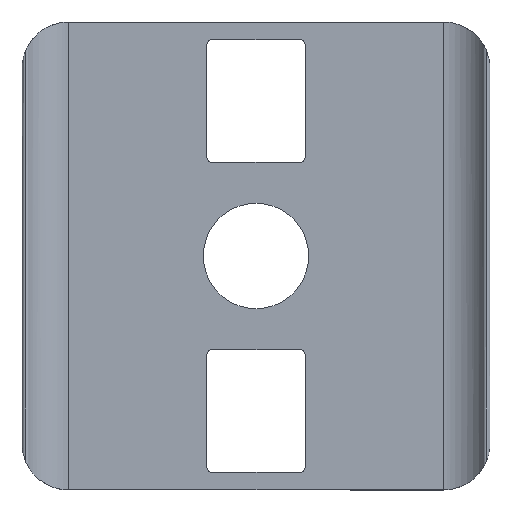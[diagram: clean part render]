
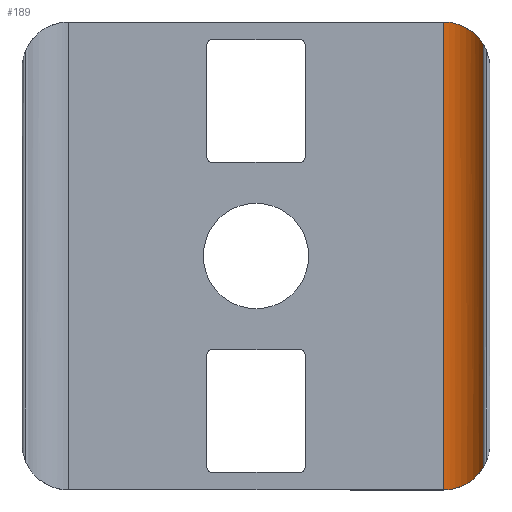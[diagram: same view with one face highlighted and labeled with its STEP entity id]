
A CAD part, top view. The second image highlights one B-rep face of the part: STEP entity #189.
In plain terms, the highlighted cylindrical face has radius 4 mm (diameter 8 mm), a partial arc.
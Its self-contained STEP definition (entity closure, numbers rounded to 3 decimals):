
#5 = ORIENTED_EDGE ( 'NONE', *, *, #1158, .F. ) ;
#26 = DIRECTION ( 'NONE',  ( 0., -1., 0. ) ) ;
#36 = ORIENTED_EDGE ( 'NONE', *, *, #1014, .F. ) ;
#57 = CARTESIAN_POINT ( 'NONE',  ( 18.697, -19.287, 1.713 ) ) ;
#131 = CARTESIAN_POINT ( 'NONE',  ( 19.436, -18.048, 2.952 ) ) ;
#144 = AXIS2_PLACEMENT_3D ( 'NONE', #589, #694, #946 ) ;
#151 =( BOUNDED_CURVE ( )  B_SPLINE_CURVE ( 3, ( #712, #357, #546, #449 ),
 .UNSPECIFIED., .F., .T. ) 
 B_SPLINE_CURVE_WITH_KNOTS ( ( 4, 4 ),
 ( 3.142, 4.175 ),
 .UNSPECIFIED. ) 
 CURVE ( )  GEOMETRIC_REPRESENTATION_ITEM ( )  RATIONAL_B_SPLINE_CURVE ( ( 1., 0.913, 0.913, 1. ) ) 
 REPRESENTATION_ITEM ( '' )  );
#155 = CARTESIAN_POINT ( 'NONE',  ( 16., -20., 1. ) ) ;
#159 = CARTESIAN_POINT ( 'NONE',  ( 19.436, -18.048, 2.952 ) ) ;
#184 = DIRECTION ( 'NONE',  ( 0., 1., 0. ) ) ;
#189 = ADVANCED_FACE ( 'NONE', ( #787 ), #435, .F. ) ;
#212 = VERTEX_POINT ( 'NONE', #274 ) ;
#248 = EDGE_CURVE ( 'NONE', #212, #317, #1148, .T. ) ;
#274 = CARTESIAN_POINT ( 'NONE',  ( 16., -20., 1. ) ) ;
#316 = ORIENTED_EDGE ( 'NONE', *, *, #248, .F. ) ;
#317 = VERTEX_POINT ( 'NONE', #387 ) ;
#357 = CARTESIAN_POINT ( 'NONE',  ( 17.443, 20., 1. ) ) ;
#387 = CARTESIAN_POINT ( 'NONE',  ( 16., 20., 1. ) ) ;
#435 = CYLINDRICAL_SURFACE ( 'NONE', #144, 4. ) ;
#438 = ORIENTED_EDGE ( 'NONE', *, *, #881, .F. ) ;
#449 = CARTESIAN_POINT ( 'NONE',  ( 19.436, 18.048, 2.952 ) ) ;
#534 = VERTEX_POINT ( 'NONE', #131 ) ;
#546 = CARTESIAN_POINT ( 'NONE',  ( 18.697, 19.287, 1.713 ) ) ;
#589 = CARTESIAN_POINT ( 'NONE',  ( 16., 20., 5. ) ) ;
#624 = VECTOR ( 'NONE', #26, 1000. ) ;
#649 = CARTESIAN_POINT ( 'NONE',  ( 19.436, 18.048, 2.952 ) ) ;
#694 = DIRECTION ( 'NONE',  ( 0., -1., 0. ) ) ;
#712 = CARTESIAN_POINT ( 'NONE',  ( 16., 20., 1. ) ) ;
#787 = FACE_OUTER_BOUND ( 'NONE', #1116, .T. ) ;
#845 = CARTESIAN_POINT ( 'NONE',  ( 19.436, 20., 2.952 ) ) ;
#878 =( BOUNDED_CURVE ( )  B_SPLINE_CURVE ( 3, ( #159, #57, #1150, #155 ),
 .UNSPECIFIED., .F., .T. ) 
 B_SPLINE_CURVE_WITH_KNOTS ( ( 4, 4 ),
 ( 5.25, 6.283 ),
 .UNSPECIFIED. ) 
 CURVE ( )  GEOMETRIC_REPRESENTATION_ITEM ( )  RATIONAL_B_SPLINE_CURVE ( ( 1., 0.913, 0.913, 1. ) ) 
 REPRESENTATION_ITEM ( '' )  );
#881 = EDGE_CURVE ( 'NONE', #534, #212, #878, .T. ) ;
#946 = DIRECTION ( 'NONE',  ( 0., 0., 1. ) ) ;
#976 = VECTOR ( 'NONE', #184, 1000. ) ;
#997 = CARTESIAN_POINT ( 'NONE',  ( 16., 20., 1. ) ) ;
#1014 = EDGE_CURVE ( 'NONE', #317, #1015, #151, .T. ) ;
#1015 = VERTEX_POINT ( 'NONE', #649 ) ;
#1109 = LINE ( 'NONE', #845, #624 ) ;
#1116 = EDGE_LOOP ( 'NONE', ( #438, #5, #36, #316 ) ) ;
#1148 = LINE ( 'NONE', #997, #976 ) ;
#1150 = CARTESIAN_POINT ( 'NONE',  ( 17.443, -20., 1. ) ) ;
#1158 = EDGE_CURVE ( 'NONE', #1015, #534, #1109, .T. ) ;
